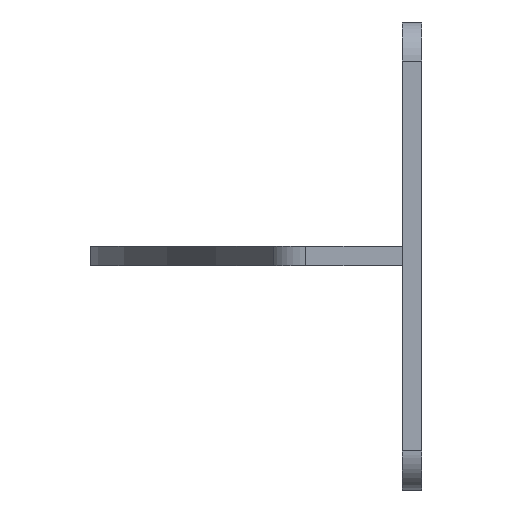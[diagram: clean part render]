
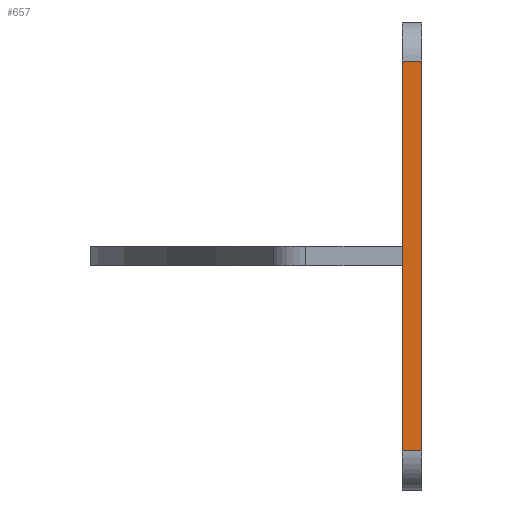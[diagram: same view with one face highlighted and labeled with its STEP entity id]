
A CAD part, left-side view. The second image highlights one B-rep face of the part: STEP entity #657.
In plain terms, the highlighted free-form (B-spline) face has degree [1, 1] with [2, 2] control points.
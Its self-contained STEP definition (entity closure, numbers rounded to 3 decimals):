
#630 = VERTEX_POINT('',#631);
#631 = CARTESIAN_POINT('',(-327.436,-17.055,
    52.041));
#637 = EDGE_CURVE('',#638,#630,#640,.T.);
#638 = VERTEX_POINT('',#639);
#639 = CARTESIAN_POINT('',(-327.436,-11.31,
    52.041));
#640 = B_SPLINE_CURVE_WITH_KNOTS('',1,(#641,#642),.UNSPECIFIED.,.F.,.F.,
  (2,2),(-0.,6.35),.PIECEWISE_BEZIER_KNOTS.);
#641 = CARTESIAN_POINT('',(-327.436,-11.31,
    52.041));
#642 = CARTESIAN_POINT('',(-327.436,-17.055,
    52.041));
#657 = ADVANCED_FACE('',(#658),#680,.F.);
#658 = FACE_BOUND('',#659,.T.);
#659 = EDGE_LOOP('',(#660,#667,#674,#679));
#660 = ORIENTED_EDGE('',*,*,#661,.T.);
#661 = EDGE_CURVE('',#630,#662,#664,.T.);
#662 = VERTEX_POINT('',#663);
#663 = CARTESIAN_POINT('',(-327.436,-17.055,
    166.952));
#664 = B_SPLINE_CURVE_WITH_KNOTS('',1,(#665,#666),.UNSPECIFIED.,.F.,.F.,
  (2,2),(-127.,0.),.PIECEWISE_BEZIER_KNOTS.);
#665 = CARTESIAN_POINT('',(-327.436,-17.055,
    52.041));
#666 = CARTESIAN_POINT('',(-327.436,-17.055,
    166.952));
#667 = ORIENTED_EDGE('',*,*,#668,.F.);
#668 = EDGE_CURVE('',#669,#662,#671,.T.);
#669 = VERTEX_POINT('',#670);
#670 = CARTESIAN_POINT('',(-327.436,-11.31,
    166.952));
#671 = B_SPLINE_CURVE_WITH_KNOTS('',1,(#672,#673),.UNSPECIFIED.,.F.,.F.,
  (2,2),(-0.,6.35),.PIECEWISE_BEZIER_KNOTS.);
#672 = CARTESIAN_POINT('',(-327.436,-11.31,
    166.952));
#673 = CARTESIAN_POINT('',(-327.436,-17.055,
    166.952));
#674 = ORIENTED_EDGE('',*,*,#675,.F.);
#675 = EDGE_CURVE('',#638,#669,#676,.T.);
#676 = B_SPLINE_CURVE_WITH_KNOTS('',1,(#677,#678),.UNSPECIFIED.,.F.,.F.,
  (2,2),(-127.,0.),.PIECEWISE_BEZIER_KNOTS.);
#677 = CARTESIAN_POINT('',(-327.436,-11.31,
    52.041));
#678 = CARTESIAN_POINT('',(-327.436,-11.31,
    166.952));
#679 = ORIENTED_EDGE('',*,*,#637,.T.);
#680 = B_SPLINE_SURFACE_WITH_KNOTS('',1,1,(
    (#681,#682)
    ,(#683,#684
    )),.UNSPECIFIED.,.F.,.F.,.F.,(2,2),(2,2),(0.,127.),
  (-6.35,0.),.PIECEWISE_BEZIER_KNOTS.);
#681 = CARTESIAN_POINT('',(-327.436,-17.055,
    166.952));
#682 = CARTESIAN_POINT('',(-327.436,-11.31,
    166.952));
#683 = CARTESIAN_POINT('',(-327.436,-17.055,
    52.041));
#684 = CARTESIAN_POINT('',(-327.436,-11.31,
    52.041));
